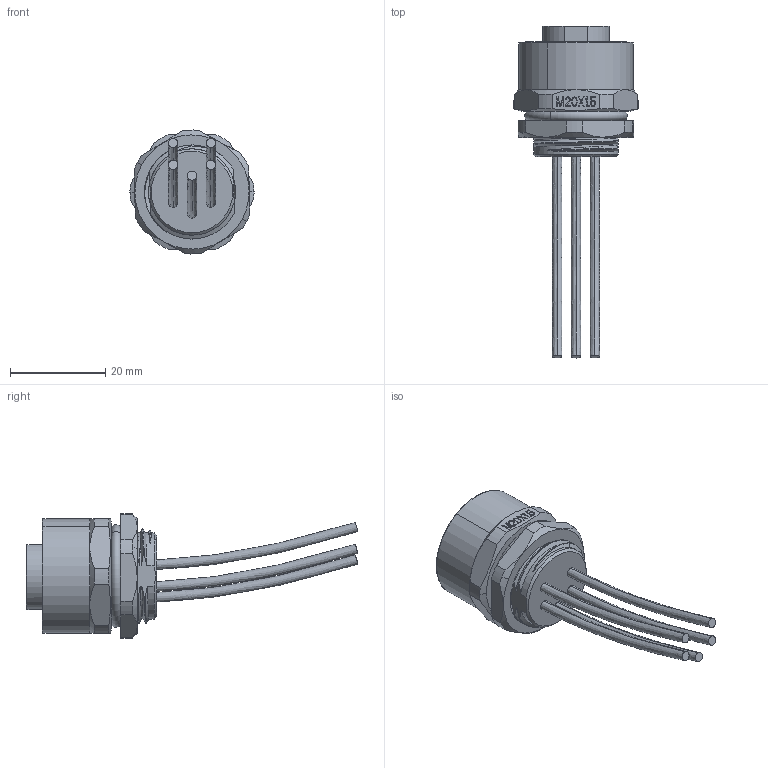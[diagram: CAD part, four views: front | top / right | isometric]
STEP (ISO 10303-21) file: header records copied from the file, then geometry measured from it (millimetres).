
FILE_DESCRIPTION((''),'2;1');
FILE_NAME('7_8-F05-BK-M20_1_5-W0_SW0001','2020-12-17T',('tc.chen'),(''),'PRO/ENGINEER BY PARAMETRIC TECHNOLOGY CORPORATION, 2012480','PRO/ENGINEER BY PARAMETRIC TECHNOLOGY CORPORATION, 2012480','');
FILE_SCHEMA(('AUTOMOTIVE_DESIGN { 1 0 10303 214 1 1 1 1 }'));
Length unit declared in the file: millimetre
Products named in the file (1): 7_8-F05-BK-M20_1_5-W0_SW0001
Bounding box: 26 x 69.57 x 26 mm (x, y, z)
Volume: 9911.5 mm3; surface area: 7036.6 mm2
Topology: 1 solids, 1 shells, 607 faces, 1722 edges, 1143 vertices
Faces by surface type: plane 386, bspline 62, cone 56, cylinder 55, torus 28, revolution 20
Entity records: 25824 total; most frequent: CARTESIAN_POINT 10579, ORIENTED_EDGE 3444, DIRECTION 2656, EDGE_CURVE 1722, VERTEX_POINT 1143, VECTOR 1056, LINE 1056, AXIS2_PLACEMENT_3D 790
